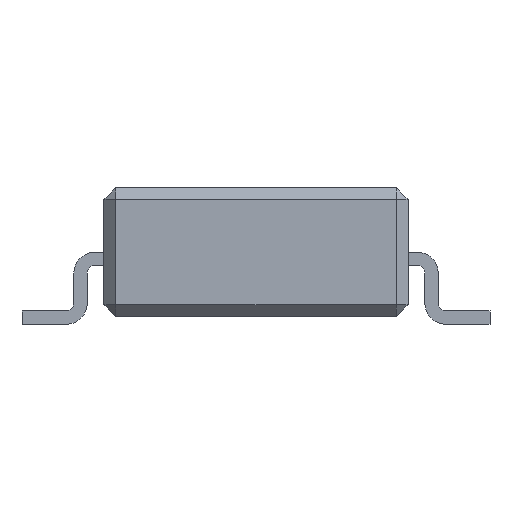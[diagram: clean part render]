
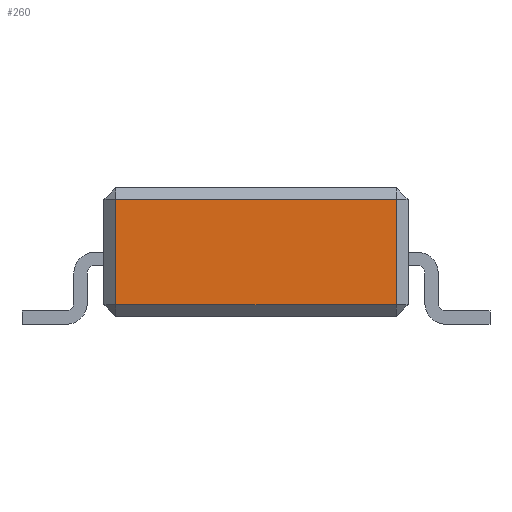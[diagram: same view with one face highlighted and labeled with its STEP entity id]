
A CAD part, front view. The second image highlights one B-rep face of the part: STEP entity #260.
In plain terms, the highlighted planar face has unit normal (0, -1, 0).
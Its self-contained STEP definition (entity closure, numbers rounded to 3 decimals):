
#13=DIRECTION('',(0.,0.,1.));
#14=DIRECTION('',(1.,0.,0.));
#100=VECTOR('',#13,1.);
#106=CARTESIAN_POINT('',(-1.95,-14.135,0.25));
#108=DIRECTION('',(0.,1.,0.));
#118=CARTESIAN_POINT('',(-1.95,-14.135,1.6));
#121=CARTESIAN_POINT('',(-1.95,-14.135,0.1));
#128=VERTEX_POINT('',#129);
#129=CARTESIAN_POINT('',(-1.8,-14.135,1.6));
#135=EDGE_CURVE('',#136,#128,#138,.T.);
#136=VERTEX_POINT('',#137);
#137=CARTESIAN_POINT('',(-1.8,-14.135,0.25));
#138=LINE('',#139,#100);
#139=CARTESIAN_POINT('',(-1.8,-14.135,0.1));
#260=ADVANCED_FACE('',(#261),#279,.F.);
#261=FACE_BOUND('',#262,.F.);
#262=EDGE_LOOP('',(#263,#264,#270,#276));
#263=ORIENTED_EDGE('',*,*,#135,.T.);
#264=ORIENTED_EDGE('',*,*,#265,.T.);
#265=EDGE_CURVE('',#128,#266,#268,.T.);
#266=VERTEX_POINT('',#267);
#267=CARTESIAN_POINT('',(1.8,-14.135,1.6));
#268=LINE('',#118,#269);
#269=VECTOR('',#14,1.);
#270=ORIENTED_EDGE('',*,*,#271,.F.);
#271=EDGE_CURVE('',#272,#266,#274,.T.);
#272=VERTEX_POINT('',#273);
#273=CARTESIAN_POINT('',(1.8,-14.135,0.25));
#274=LINE('',#275,#100);
#275=CARTESIAN_POINT('',(1.8,-14.135,0.1));
#276=ORIENTED_EDGE('',*,*,#277,.F.);
#277=EDGE_CURVE('',#136,#272,#278,.T.);
#278=LINE('',#106,#269);
#279=PLANE('',#280);
#280=AXIS2_PLACEMENT_3D('',#121,#108,#13);
